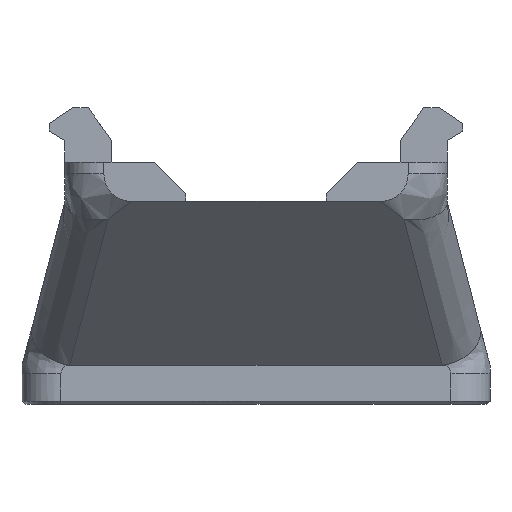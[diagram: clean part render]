
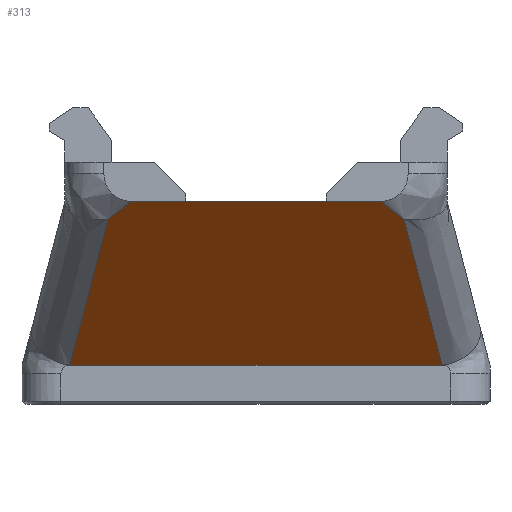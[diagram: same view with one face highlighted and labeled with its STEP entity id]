
A CAD part, left-side view. The second image highlights one B-rep face of the part: STEP entity #313.
In plain terms, the highlighted free-form (B-spline) face has degree [1, 1] with [2, 2] control points.
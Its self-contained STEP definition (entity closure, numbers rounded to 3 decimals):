
#48 = VERTEX_POINT('',#49);
#49 = CARTESIAN_POINT('',(-30.,23.884,0.));
#62 = EDGE_CURVE('',#63,#48,#65,.T.);
#63 = VERTEX_POINT('',#64);
#64 = CARTESIAN_POINT('',(-30.,-23.884,0.));
#65 = LINE('',#66,#67);
#66 = CARTESIAN_POINT('',(-30.,-30.,0.));
#67 = VECTOR('',#68,1.);
#68 = DIRECTION('',(0.,1.,0.));
#313 = ADVANCED_FACE('',(#314),#375,.F.);
#314 = FACE_BOUND('',#315,.F.);
#315 = EDGE_LOOP('',(#316,#317,#327,#335,#343,#351,#359,#367));
#316 = ORIENTED_EDGE('',*,*,#62,.T.);
#317 = ORIENTED_EDGE('',*,*,#318,.T.);
#318 = EDGE_CURVE('',#48,#319,#321,.T.);
#319 = VERTEX_POINT('',#320);
#320 = CARTESIAN_POINT('',(-49.636,18.975,
    18.743));
#321 = ( BOUNDED_CURVE() B_SPLINE_CURVE(4,(#322,#323,#324,#325,#326),
.UNSPECIFIED.,.F.,.F.) B_SPLINE_CURVE_WITH_KNOTS((5,5),(-0.309,
31.216),.PIECEWISE_BEZIER_KNOTS.) CURVE() 
GEOMETRIC_REPRESENTATION_ITEM() RATIONAL_B_SPLINE_CURVE((1.,1.,1.,1.,1.)
) REPRESENTATION_ITEM('') );
#322 = CARTESIAN_POINT('',(-29.005,24.133,
    -0.949));
#323 = CARTESIAN_POINT('',(-34.615,22.73,
    4.406));
#324 = CARTESIAN_POINT('',(-40.225,21.328,
    9.761));
#325 = CARTESIAN_POINT('',(-45.835,19.925,
    15.116));
#326 = CARTESIAN_POINT('',(-51.445,18.523,
    20.471));
#327 = ORIENTED_EDGE('',*,*,#328,.F.);
#328 = EDGE_CURVE('',#329,#319,#331,.T.);
#329 = VERTEX_POINT('',#330);
#330 = CARTESIAN_POINT('',(-52.,15.931,21.));
#331 = B_SPLINE_CURVE_WITH_KNOTS('',2,(#332,#333,#334),.UNSPECIFIED.,.F.
  ,.F.,(3,3),(0.,3.181),.PIECEWISE_BEZIER_KNOTS.);
#332 = CARTESIAN_POINT('',(-52.,15.931,21.));
#333 = CARTESIAN_POINT('',(-50.818,17.422,
    19.872));
#334 = CARTESIAN_POINT('',(-49.636,18.975,
    18.743));
#335 = ORIENTED_EDGE('',*,*,#336,.F.);
#336 = EDGE_CURVE('',#337,#329,#339,.T.);
#337 = VERTEX_POINT('',#338);
#338 = CARTESIAN_POINT('',(-52.,9.,21.));
#339 = LINE('',#340,#341);
#340 = CARTESIAN_POINT('',(-52.,-24.5,21.));
#341 = VECTOR('',#342,1.);
#342 = DIRECTION('',(0.,1.,0.));
#343 = ORIENTED_EDGE('',*,*,#344,.F.);
#344 = EDGE_CURVE('',#345,#337,#347,.T.);
#345 = VERTEX_POINT('',#346);
#346 = CARTESIAN_POINT('',(-52.,-9.,21.));
#347 = LINE('',#348,#349);
#348 = CARTESIAN_POINT('',(-52.,-24.5,21.));
#349 = VECTOR('',#350,1.);
#350 = DIRECTION('',(0.,1.,0.));
#351 = ORIENTED_EDGE('',*,*,#352,.F.);
#352 = EDGE_CURVE('',#353,#345,#355,.T.);
#353 = VERTEX_POINT('',#354);
#354 = CARTESIAN_POINT('',(-52.,-15.931,21.));
#355 = LINE('',#356,#357);
#356 = CARTESIAN_POINT('',(-52.,-24.5,21.));
#357 = VECTOR('',#358,1.);
#358 = DIRECTION('',(0.,1.,0.));
#359 = ORIENTED_EDGE('',*,*,#360,.T.);
#360 = EDGE_CURVE('',#353,#361,#363,.T.);
#361 = VERTEX_POINT('',#362);
#362 = CARTESIAN_POINT('',(-49.636,-18.975,
    18.743));
#363 = B_SPLINE_CURVE_WITH_KNOTS('',2,(#364,#365,#366),.UNSPECIFIED.,.F.
  ,.F.,(3,3),(0.,3.181),.PIECEWISE_BEZIER_KNOTS.);
#364 = CARTESIAN_POINT('',(-52.,-15.931,21.));
#365 = CARTESIAN_POINT('',(-50.818,-17.422,
    19.872));
#366 = CARTESIAN_POINT('',(-49.636,-18.975,
    18.743));
#367 = ORIENTED_EDGE('',*,*,#368,.F.);
#368 = EDGE_CURVE('',#63,#361,#369,.T.);
#369 = ( BOUNDED_CURVE() B_SPLINE_CURVE(4,(#370,#371,#372,#373,#374),
.UNSPECIFIED.,.F.,.F.) B_SPLINE_CURVE_WITH_KNOTS((5,5),(-0.309,
31.216),.PIECEWISE_BEZIER_KNOTS.) CURVE() 
GEOMETRIC_REPRESENTATION_ITEM() RATIONAL_B_SPLINE_CURVE((1.,1.,1.,1.,1.)
) REPRESENTATION_ITEM('') );
#370 = CARTESIAN_POINT('',(-29.005,-24.133,
    -0.949));
#371 = CARTESIAN_POINT('',(-34.615,-22.73,4.406
    ));
#372 = CARTESIAN_POINT('',(-40.225,-21.328,9.761
    ));
#373 = CARTESIAN_POINT('',(-45.835,-19.925,
    15.116));
#374 = CARTESIAN_POINT('',(-51.445,-18.523,
    20.471));
#375 = B_SPLINE_SURFACE_WITH_KNOTS('',1,1,(
    (#376,#377)
    ,(#378,#379
  )),.UNSPECIFIED.,.F.,.F.,.F.,(2,2),(2,2),(0.,60.),(0.,1.),
  .PIECEWISE_BEZIER_KNOTS.);
#376 = CARTESIAN_POINT('',(-30.,-30.,0.));
#377 = CARTESIAN_POINT('',(-52.,-24.5,21.));
#378 = CARTESIAN_POINT('',(-30.,30.,0.));
#379 = CARTESIAN_POINT('',(-52.,24.5,21.));
